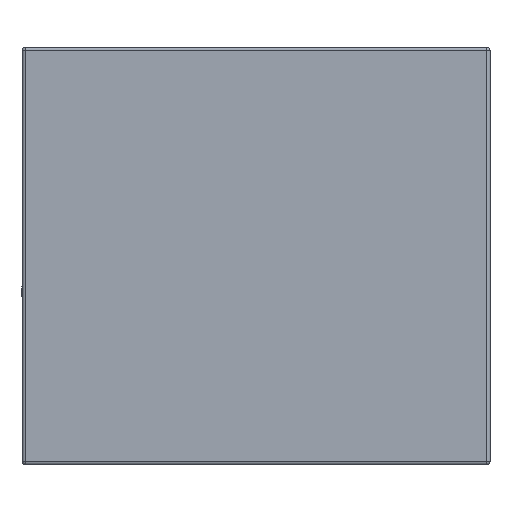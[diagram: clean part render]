
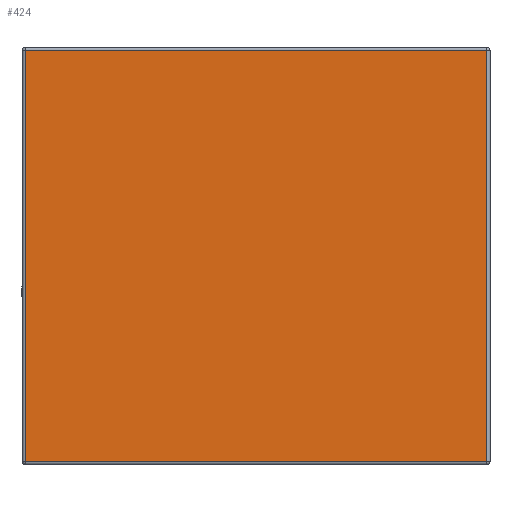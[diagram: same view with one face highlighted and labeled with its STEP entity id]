
A CAD part, left-side view. The second image highlights one B-rep face of the part: STEP entity #424.
In plain terms, the highlighted planar face has unit normal (-1, 0, 0).
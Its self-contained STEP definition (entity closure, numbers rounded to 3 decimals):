
#58 = ORIENTED_EDGE ( 'NONE', *, *, #833, .T. ) ;
#80 = VERTEX_POINT ( 'NONE', #1691 ) ;
#101 = LINE ( 'NONE', #4135, #4305 ) ;
#146 = EDGE_CURVE ( 'NONE', #4363, #3026, #2188, .T. ) ;
#225 = ORIENTED_EDGE ( 'NONE', *, *, #146, .T. ) ;
#424 = ADVANCED_FACE ( 'NONE', ( #4129 ), #1138, .F. ) ;
#704 = ORIENTED_EDGE ( 'NONE', *, *, #4157, .T. ) ;
#796 = DIRECTION ( 'NONE',  ( 0., 0., -1. ) ) ;
#833 = EDGE_CURVE ( 'NONE', #3026, #880, #1682, .T. ) ;
#880 = VERTEX_POINT ( 'NONE', #4038 ) ;
#1138 = PLANE ( 'NONE',  #3028 ) ;
#1161 = DIRECTION ( 'NONE',  ( 0., 0., 1. ) ) ;
#1219 = CARTESIAN_POINT ( 'NONE',  ( -1.6, 2.78, 1.23 ) ) ;
#1355 = CARTESIAN_POINT ( 'NONE',  ( -1.6, 0., -1.23 ) ) ;
#1385 = ORIENTED_EDGE ( 'NONE', *, *, #3032, .T. ) ;
#1439 = DIRECTION ( 'NONE',  ( 0., 1., 0. ) ) ;
#1682 = LINE ( 'NONE', #1355, #3926 ) ;
#1691 = CARTESIAN_POINT ( 'NONE',  ( -1.6, 0.02, 1.23 ) ) ;
#1854 = CARTESIAN_POINT ( 'NONE',  ( -1.6, 2.8, 0. ) ) ;
#2188 = LINE ( 'NONE', #3182, #3765 ) ;
#2238 = VECTOR ( 'NONE', #1439, 1000. ) ;
#2566 = DIRECTION ( 'NONE',  ( 1., 0., 0. ) ) ;
#2689 = LINE ( 'NONE', #3038, #2238 ) ;
#2697 = DIRECTION ( 'NONE',  ( 0., -1., 0. ) ) ;
#3026 = VERTEX_POINT ( 'NONE', #4194 ) ;
#3028 = AXIS2_PLACEMENT_3D ( 'NONE', #1854, #2566, #796 ) ;
#3032 = EDGE_CURVE ( 'NONE', #80, #4363, #2689, .T. ) ;
#3038 = CARTESIAN_POINT ( 'NONE',  ( -1.6, 2.8, 1.23 ) ) ;
#3182 = CARTESIAN_POINT ( 'NONE',  ( -1.6, 2.78, -1.25 ) ) ;
#3515 = DIRECTION ( 'NONE',  ( 0., 0., -1. ) ) ;
#3765 = VECTOR ( 'NONE', #3515, 1000. ) ;
#3926 = VECTOR ( 'NONE', #2697, 1000. ) ;
#4038 = CARTESIAN_POINT ( 'NONE',  ( -1.6, 0.02, -1.23 ) ) ;
#4120 = EDGE_LOOP ( 'NONE', ( #225, #58, #704, #1385 ) ) ;
#4129 = FACE_OUTER_BOUND ( 'NONE', #4120, .T. ) ;
#4135 = CARTESIAN_POINT ( 'NONE',  ( -1.6, 0.02, 0. ) ) ;
#4157 = EDGE_CURVE ( 'NONE', #880, #80, #101, .T. ) ;
#4194 = CARTESIAN_POINT ( 'NONE',  ( -1.6, 2.78, -1.23 ) ) ;
#4305 = VECTOR ( 'NONE', #1161, 1000. ) ;
#4363 = VERTEX_POINT ( 'NONE', #1219 ) ;
